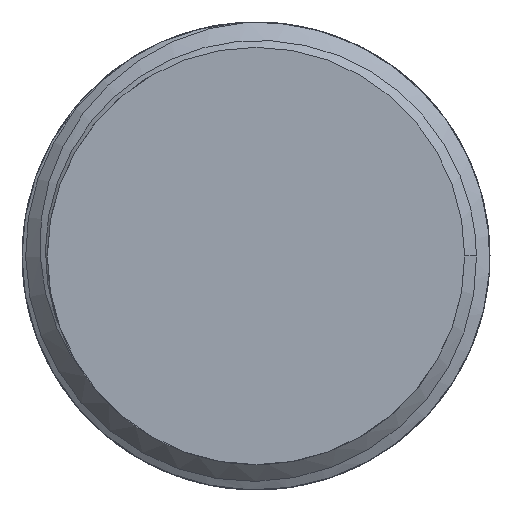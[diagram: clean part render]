
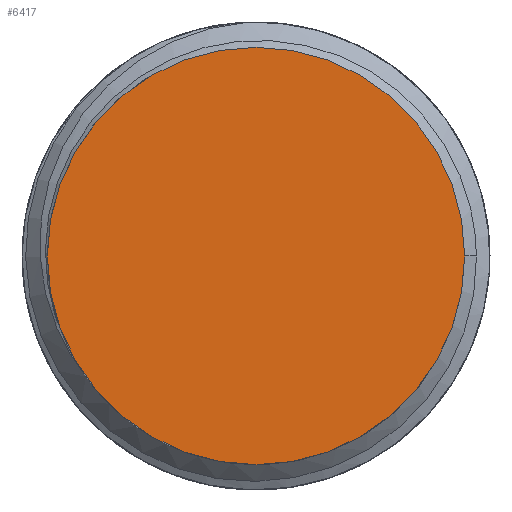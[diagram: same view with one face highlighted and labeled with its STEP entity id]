
A CAD part, front view. The second image highlights one B-rep face of the part: STEP entity #6417.
In plain terms, the highlighted planar face has unit normal (0, -1, 0).
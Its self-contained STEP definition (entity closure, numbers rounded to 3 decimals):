
#6=CARTESIAN_POINT('',(0.,0.,0.));
#7=DIRECTION('',(0.,-1.,0.));
#8=DIRECTION('',(1.,0.,0.));
#9=AXIS2_PLACEMENT_3D('',#6,#7,#8);
#50=CARTESIAN_POINT('',(0.,0.,0.));
#51=DIRECTION('',(0.,1.,0.));
#52=DIRECTION('',(1.,0.,0.));
#53=AXIS2_PLACEMENT_3D('',#50,#51,#52);
#6090=CARTESIAN_POINT('',(5.35,0.,0.));
#6091=CARTESIAN_POINT('',(-5.35,0.,0.));
#6092=VERTEX_POINT('',#6090);
#6093=VERTEX_POINT('',#6091);
#6406=CARTESIAN_POINT('',(0.,0.,0.));
#6407=DIRECTION('',(0.,-1.,0.));
#6408=DIRECTION('',(-1.,0.,0.));
#6409=AXIS2_PLACEMENT_3D('',#6406,#6407,#6408);
#6410=PLANE('',#6409);
#6412=ORIENTED_EDGE('',*,*,#6411,.F.);
#6414=ORIENTED_EDGE('',*,*,#6413,.T.);
#6415=EDGE_LOOP('',(#6412,#6414));
#6416=FACE_OUTER_BOUND('',#6415,.F.);
#6417=ADVANCED_FACE('',(#6416),#6410,.T.);
#10=CIRCLE('',#9,5.35);
#54=CIRCLE('',#53,5.35);
#6411=EDGE_CURVE('',#6092,#6093,#10,.T.);
#6413=EDGE_CURVE('',#6092,#6093,#54,.T.);
